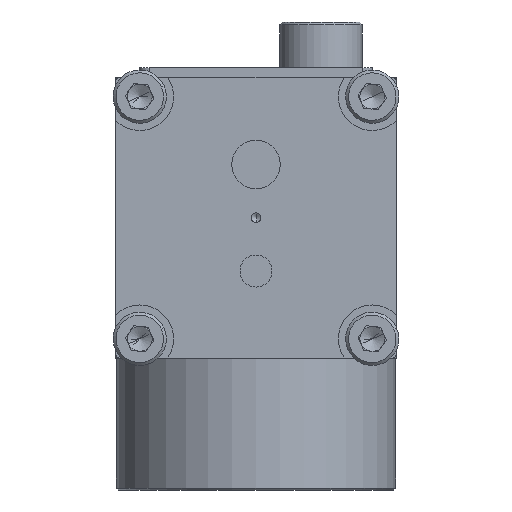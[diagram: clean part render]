
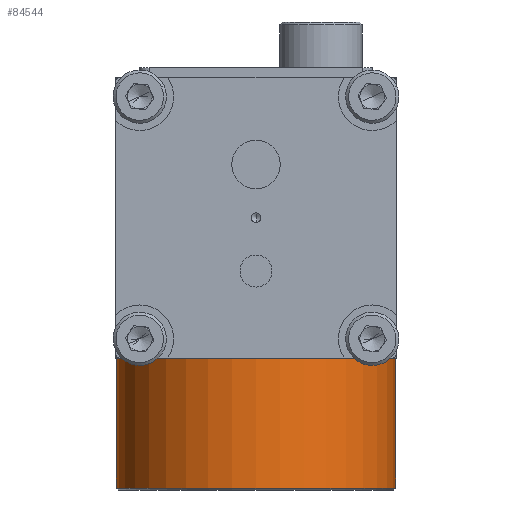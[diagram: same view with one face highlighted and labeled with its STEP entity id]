
A CAD part, front view. The second image highlights one B-rep face of the part: STEP entity #84544.
In plain terms, the highlighted cylindrical face has radius 14.4 mm (diameter 28.8 mm), a partial arc.
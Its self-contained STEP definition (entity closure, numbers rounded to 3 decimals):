
#2129 = ORIENTED_EDGE ( 'NONE', *, *, #103052, .T. ) ;
#2267 = DIRECTION ( 'NONE',  ( 0., 0., 1. ) ) ;
#8026 = CARTESIAN_POINT ( 'NONE',  ( 0., 0., 0.2 ) ) ;
#8440 = CARTESIAN_POINT ( 'NONE',  ( -14.4, 0., 0. ) ) ;
#10928 = EDGE_CURVE ( 'NONE', #56137, #19880, #134347, .T. ) ;
#11074 = ORIENTED_EDGE ( 'NONE', *, *, #59295, .T. ) ;
#17017 = DIRECTION ( 'NONE',  ( 0., 0., 1. ) ) ;
#19272 = DIRECTION ( 'NONE',  ( 1., 0., 0. ) ) ;
#19880 = VERTEX_POINT ( 'NONE', #114023 ) ;
#25223 = CARTESIAN_POINT ( 'NONE',  ( 14.4, 0., 0.2 ) ) ;
#27484 = CIRCLE ( 'NONE', #128638, 14.4 ) ;
#30503 = DIRECTION ( 'NONE',  ( 0., 0., 1. ) ) ;
#31988 = AXIS2_PLACEMENT_3D ( 'NONE', #84287, #17017, #62260 ) ;
#35860 = DIRECTION ( 'NONE',  ( 0., 0., 1. ) ) ;
#41535 = CARTESIAN_POINT ( 'NONE',  ( 0., 0., 13.6 ) ) ;
#45033 = AXIS2_PLACEMENT_3D ( 'NONE', #41535, #120018, #52869 ) ;
#48328 = VECTOR ( 'NONE', #30503, 1000. ) ;
#52869 = DIRECTION ( 'NONE',  ( 1., 0., 0. ) ) ;
#56137 = VERTEX_POINT ( 'NONE', #90344 ) ;
#58304 = CARTESIAN_POINT ( 'NONE',  ( 0., -14.4, 0.2 ) ) ;
#58775 = VECTOR ( 'NONE', #35860, 1000. ) ;
#59295 = EDGE_CURVE ( 'NONE', #86494, #139808, #27484, .T. ) ;
#62260 = DIRECTION ( 'NONE',  ( 1., 0., 0. ) ) ;
#69548 = CARTESIAN_POINT ( 'NONE',  ( 0., 0., 0.2 ) ) ;
#78505 = CIRCLE ( 'NONE', #45033, 14.4 ) ;
#78678 = EDGE_CURVE ( 'NONE', #87886, #19880, #78505, .T. ) ;
#80794 = DIRECTION ( 'NONE',  ( 1., 0., 0. ) ) ;
#81408 = EDGE_CURVE ( 'NONE', #56137, #86494, #102589, .T. ) ;
#82884 = FACE_OUTER_BOUND ( 'NONE', #135233, .T. ) ;
#84287 = CARTESIAN_POINT ( 'NONE',  ( 0., 0., 0. ) ) ;
#84544 = ADVANCED_FACE ( 'NONE', ( #82884 ), #98629, .T. ) ;
#86494 = VERTEX_POINT ( 'NONE', #58304 ) ;
#86523 = DIRECTION ( 'NONE',  ( 0., 0., 1. ) ) ;
#87886 = VERTEX_POINT ( 'NONE', #96582 ) ;
#90344 = CARTESIAN_POINT ( 'NONE',  ( -14.4, 0., 0.2 ) ) ;
#91763 = CARTESIAN_POINT ( 'NONE',  ( 14.4, 0., 0. ) ) ;
#96582 = CARTESIAN_POINT ( 'NONE',  ( 14.4, 0., 13.6 ) ) ;
#98629 = CYLINDRICAL_SURFACE ( 'NONE', #31988, 14.4 ) ;
#100879 = AXIS2_PLACEMENT_3D ( 'NONE', #8026, #86523, #19272 ) ;
#102589 = CIRCLE ( 'NONE', #100879, 14.4 ) ;
#103052 = EDGE_CURVE ( 'NONE', #139808, #87886, #118388, .T. ) ;
#103505 = ORIENTED_EDGE ( 'NONE', *, *, #10928, .F. ) ;
#114023 = CARTESIAN_POINT ( 'NONE',  ( -14.4, 0., 13.6 ) ) ;
#114099 = ORIENTED_EDGE ( 'NONE', *, *, #78678, .T. ) ;
#118388 = LINE ( 'NONE', #91763, #58775 ) ;
#119576 = ORIENTED_EDGE ( 'NONE', *, *, #81408, .T. ) ;
#120018 = DIRECTION ( 'NONE',  ( 0., 0., -1. ) ) ;
#128638 = AXIS2_PLACEMENT_3D ( 'NONE', #69548, #2267, #80794 ) ;
#134347 = LINE ( 'NONE', #8440, #48328 ) ;
#135233 = EDGE_LOOP ( 'NONE', ( #103505, #119576, #11074, #2129, #114099 ) ) ;
#139808 = VERTEX_POINT ( 'NONE', #25223 ) ;
